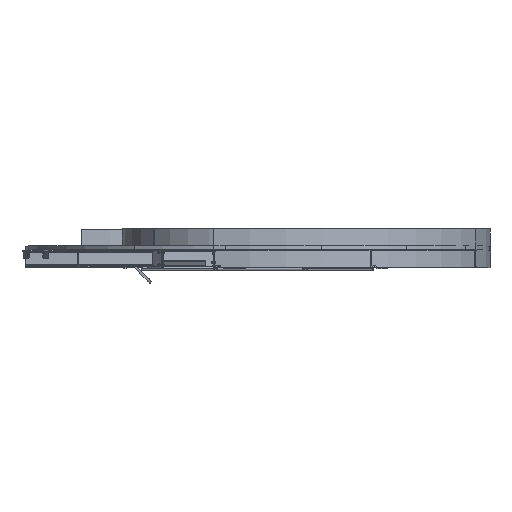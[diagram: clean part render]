
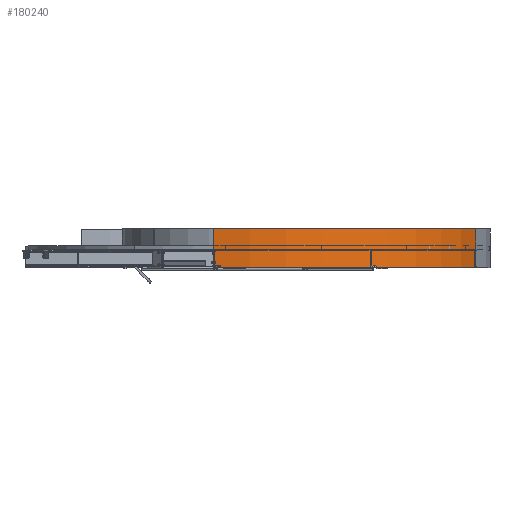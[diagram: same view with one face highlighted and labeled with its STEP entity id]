
A CAD part, top view. The second image highlights one B-rep face of the part: STEP entity #180240.
In plain terms, the highlighted cylindrical face has radius 2200 mm (diameter 4400 mm), a partial arc.
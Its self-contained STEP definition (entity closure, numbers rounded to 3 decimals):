
#178570=CARTESIAN_POINT('',(-1844.023,-165.,2171.984));
#178580=VERTEX_POINT('',#178570);
#178610=CARTESIAN_POINT('',(-2194.,-165.,0.));
#178620=DIRECTION('',(0.,1.,0.));
#178630=DIRECTION('',(0.159,0.,0.987));
#178640=AXIS2_PLACEMENT_3D('',#178610,#178620,#178630);
#178650=CIRCLE('',#178640,2200.);
#178660=CARTESIAN_POINT('',(6.,-165.,0.));
#178670=VERTEX_POINT('',#178660);
#178680=EDGE_CURVE('',#178580,#178670,#178650,.T.);
#179140=CARTESIAN_POINT('',(-2194.,-165.,0.));
#179150=DIRECTION('',(0.,1.,0.));
#179160=DIRECTION('',(1.,0.,0.));
#179170=AXIS2_PLACEMENT_3D('',#179140,#179150,#179160);
#179180=CYLINDRICAL_SURFACE('',#179170,2200.);
#179190=CARTESIAN_POINT('',(6.,-165.,0.));
#179200=DIRECTION('',(0.,1.,0.));
#179210=VECTOR('',#179200,1.);
#179220=LINE('',#179190,#179210);
#179230=CARTESIAN_POINT('',(6.,200.,0.));
#179240=VERTEX_POINT('',#179230);
#179250=EDGE_CURVE('',#178670,#179240,#179220,.T.);
#179270=CARTESIAN_POINT('',(-2194.,200.,0.));
#179280=DIRECTION('',(0.,1.,0.));
#179290=DIRECTION('',(0.159,0.,0.987));
#179300=AXIS2_PLACEMENT_3D('',#179270,#179280,#179290);
#179310=CIRCLE('',#179300,2200.);
#179560=CARTESIAN_POINT('',(-1844.023,200.,2171.984));
#179570=VERTEX_POINT('',#179560);
#179600=CARTESIAN_POINT('',(-1844.023,-165.,2171.984));
#179610=DIRECTION('',(0.,1.,0.));
#179620=VECTOR('',#179610,365.);
#179630=LINE('',#179600,#179620);
#179640=EDGE_CURVE('',#178580,#179570,#179630,.T.);
#180010=EDGE_CURVE('',#179570,#179240,#179310,.T.);
#180180=ORIENTED_EDGE('',*,*,#178680,.T.);
#180190=ORIENTED_EDGE('',*,*,#179640,.F.);
#180200=ORIENTED_EDGE('',*,*,#180010,.F.);
#180210=ORIENTED_EDGE('',*,*,#179250,.T.);
#180220=EDGE_LOOP('',(#180210,#180200,#180190,#180180));
#180230=FACE_OUTER_BOUND('',#180220,.T.);
#180240=ADVANCED_FACE('',(#180230),#179180,.T.);
